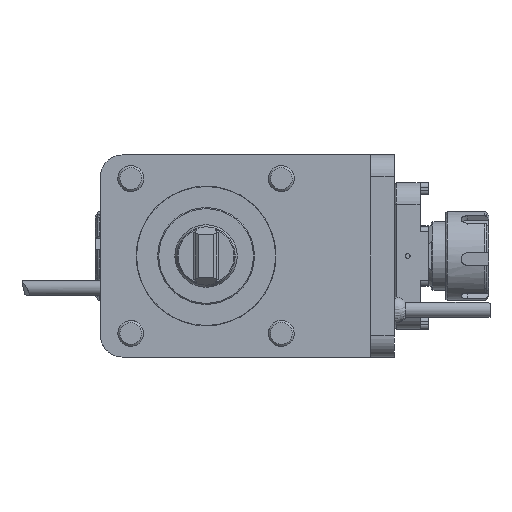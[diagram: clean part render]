
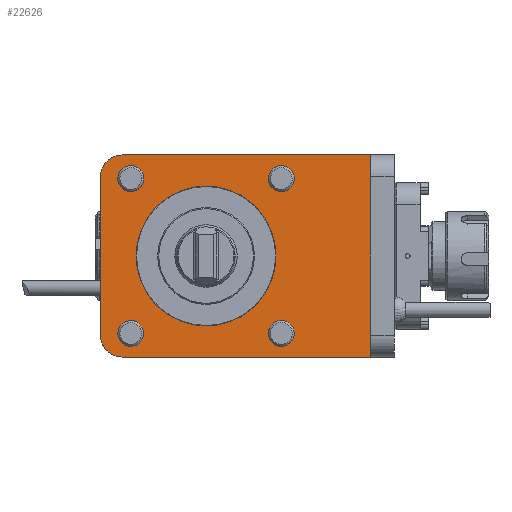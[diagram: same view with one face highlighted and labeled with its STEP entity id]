
A CAD part, front view. The second image highlights one B-rep face of the part: STEP entity #22626.
In plain terms, the highlighted planar face has unit normal (0, -1, 0).
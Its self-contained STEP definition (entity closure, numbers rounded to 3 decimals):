
#639 = CARTESIAN_POINT ( 'NONE',  ( -39., 81., 37. ) ) ;
#756 = EDGE_CURVE ( 'NONE', #3709, #43212, #3970, .T. ) ;
#2693 = CIRCLE ( 'NONE', #30956, 10. ) ;
#2727 = ORIENTED_EDGE ( 'NONE', *, *, #35638, .T. ) ;
#3096 = FACE_BOUND ( 'NONE', #16210, .T. ) ;
#3251 = EDGE_CURVE ( 'NONE', #25796, #22273, #41613, .T. ) ;
#3709 = VERTEX_POINT ( 'NONE', #27144 ) ;
#3970 = LINE ( 'NONE', #16868, #16244 ) ;
#3995 = DIRECTION ( 'NONE',  ( 0., 0., 1. ) ) ;
#4623 = CARTESIAN_POINT ( 'NONE',  ( -49., 81., 0. ) ) ;
#4953 = VECTOR ( 'NONE', #18378, 1000. ) ;
#5161 = DIRECTION ( 'NONE',  ( 0., 0., 1. ) ) ;
#5480 = AXIS2_PLACEMENT_3D ( 'NONE', #19946, #5955, #5161 ) ;
#5602 = DIRECTION ( 'NONE',  ( 0., -1., 0. ) ) ;
#5955 = DIRECTION ( 'NONE',  ( 0., 1., 0. ) ) ;
#6366 = CARTESIAN_POINT ( 'NONE',  ( 0., 81., 32.3 ) ) ;
#6621 = FACE_BOUND ( 'NONE', #21074, .T. ) ;
#7326 = DIRECTION ( 'NONE',  ( 1., 0., 0. ) ) ;
#7565 = CARTESIAN_POINT ( 'NONE',  ( 35., 81., -30. ) ) ;
#8229 = CARTESIAN_POINT ( 'NONE',  ( -39., 81., -47. ) ) ;
#9425 = DIRECTION ( 'NONE',  ( 0., 0., 1. ) ) ;
#9513 = CARTESIAN_POINT ( 'NONE',  ( 35., 81., 36. ) ) ;
#9738 = DIRECTION ( 'NONE',  ( 0., 1., 0. ) ) ;
#9917 = AXIS2_PLACEMENT_3D ( 'NONE', #25474, #18636, #42748 ) ;
#9938 = FACE_BOUND ( 'NONE', #23199, .T. ) ;
#10184 = AXIS2_PLACEMENT_3D ( 'NONE', #32363, #16186, #33242 ) ;
#10394 = EDGE_CURVE ( 'NONE', #35674, #22273, #24531, .T. ) ;
#10619 = FACE_OUTER_BOUND ( 'NONE', #31306, .T. ) ;
#11092 = CARTESIAN_POINT ( 'NONE',  ( 0., 81., 47. ) ) ;
#11526 = CARTESIAN_POINT ( 'NONE',  ( -35., 81., -36. ) ) ;
#11863 = ORIENTED_EDGE ( 'NONE', *, *, #756, .F. ) ;
#12285 = CARTESIAN_POINT ( 'NONE',  ( -39., 81., -37. ) ) ;
#12640 = EDGE_CURVE ( 'NONE', #25560, #25560, #32354, .T. ) ;
#12743 = LINE ( 'NONE', #35413, #41049 ) ;
#13002 = CIRCLE ( 'NONE', #10184, 32.3 ) ;
#13506 = DIRECTION ( 'NONE',  ( 0., 1., 0. ) ) ;
#14242 = VERTEX_POINT ( 'NONE', #7565 ) ;
#15116 = VERTEX_POINT ( 'NONE', #21332 ) ;
#15807 = ORIENTED_EDGE ( 'NONE', *, *, #43023, .F. ) ;
#16186 = DIRECTION ( 'NONE',  ( 0., -1., 0. ) ) ;
#16210 = EDGE_LOOP ( 'NONE', ( #31864 ) ) ;
#16244 = VECTOR ( 'NONE', #20183, 1000. ) ;
#16656 = CARTESIAN_POINT ( 'NONE',  ( -49., 81., -37. ) ) ;
#16774 = CARTESIAN_POINT ( 'NONE',  ( 76.5, 81., -47. ) ) ;
#16868 = CARTESIAN_POINT ( 'NONE',  ( 76.5, 81., 0. ) ) ;
#18321 = AXIS2_PLACEMENT_3D ( 'NONE', #11526, #35444, #9425 ) ;
#18378 = DIRECTION ( 'NONE',  ( 0., 0., 1. ) ) ;
#18446 = VERTEX_POINT ( 'NONE', #6366 ) ;
#18636 = DIRECTION ( 'NONE',  ( 0., 1., 0. ) ) ;
#18929 = CIRCLE ( 'NONE', #40838, 6. ) ;
#19735 = CIRCLE ( 'NONE', #18321, 6. ) ;
#19946 = CARTESIAN_POINT ( 'NONE',  ( -35., 81., 36. ) ) ;
#20013 = ORIENTED_EDGE ( 'NONE', *, *, #30547, .T. ) ;
#20183 = DIRECTION ( 'NONE',  ( 0., 0., -1. ) ) ;
#20251 = EDGE_LOOP ( 'NONE', ( #38060 ) ) ;
#21074 = EDGE_LOOP ( 'NONE', ( #27488 ) ) ;
#21332 = CARTESIAN_POINT ( 'NONE',  ( -35., 81., -30. ) ) ;
#22273 = VERTEX_POINT ( 'NONE', #26827 ) ;
#22626 = ADVANCED_FACE ( 'Defeature completata1_6', ( #3096, #41170, #30111, #9938, #10619, #6621 ), #37639, .F. ) ;
#23199 = EDGE_LOOP ( 'NONE', ( #2727 ) ) ;
#23269 = DIRECTION ( 'NONE',  ( 0., 0., 1. ) ) ;
#23625 = EDGE_CURVE ( 'NONE', #41673, #41673, #18929, .T. ) ;
#23703 = DIRECTION ( 'NONE',  ( 0., 0., 1. ) ) ;
#23947 = DIRECTION ( 'NONE',  ( 0., -1., 0. ) ) ;
#24035 = DIRECTION ( 'NONE',  ( -1., 0., 0. ) ) ;
#24531 = CIRCLE ( 'NONE', #33011, 10. ) ;
#25474 = CARTESIAN_POINT ( 'NONE',  ( 35., 81., -36. ) ) ;
#25560 = VERTEX_POINT ( 'NONE', #41041 ) ;
#25796 = VERTEX_POINT ( 'NONE', #16656 ) ;
#25977 = EDGE_LOOP ( 'NONE', ( #43436 ) ) ;
#26827 = CARTESIAN_POINT ( 'NONE',  ( -49., 81., 37. ) ) ;
#27144 = CARTESIAN_POINT ( 'NONE',  ( 76.5, 81., 47. ) ) ;
#27488 = ORIENTED_EDGE ( 'NONE', *, *, #42127, .F. ) ;
#28622 = CARTESIAN_POINT ( 'NONE',  ( 35., 81., 42. ) ) ;
#28876 = VECTOR ( 'NONE', #7326, 1000. ) ;
#29248 = CARTESIAN_POINT ( 'NONE',  ( -39., 81., 47. ) ) ;
#30111 = FACE_BOUND ( 'NONE', #25977, .T. ) ;
#30459 = CIRCLE ( 'NONE', #9917, 6. ) ;
#30547 = EDGE_CURVE ( 'NONE', #25796, #41336, #2693, .T. ) ;
#30813 = LINE ( 'NONE', #11092, #28876 ) ;
#30956 = AXIS2_PLACEMENT_3D ( 'NONE', #12285, #5602, #32646 ) ;
#30968 = EDGE_CURVE ( 'NONE', #35674, #3709, #30813, .T. ) ;
#31306 = EDGE_LOOP ( 'NONE', ( #32409, #20013, #15807, #11863, #35564, #32131 ) ) ;
#31715 = EDGE_CURVE ( 'NONE', #15116, #15116, #19735, .T. ) ;
#31864 = ORIENTED_EDGE ( 'NONE', *, *, #12640, .T. ) ;
#32131 = ORIENTED_EDGE ( 'NONE', *, *, #10394, .T. ) ;
#32354 = CIRCLE ( 'NONE', #5480, 6. ) ;
#32363 = CARTESIAN_POINT ( 'NONE',  ( 0., 81., 0. ) ) ;
#32409 = ORIENTED_EDGE ( 'NONE', *, *, #3251, .F. ) ;
#32646 = DIRECTION ( 'NONE',  ( 0., 0., 1. ) ) ;
#33011 = AXIS2_PLACEMENT_3D ( 'NONE', #639, #23947, #3995 ) ;
#33242 = DIRECTION ( 'NONE',  ( 0., 0., 1. ) ) ;
#35413 = CARTESIAN_POINT ( 'NONE',  ( 0., 81., -47. ) ) ;
#35444 = DIRECTION ( 'NONE',  ( 0., 1., 0. ) ) ;
#35564 = ORIENTED_EDGE ( 'NONE', *, *, #30968, .F. ) ;
#35638 = EDGE_CURVE ( 'NONE', #14242, #14242, #30459, .T. ) ;
#35674 = VERTEX_POINT ( 'NONE', #29248 ) ;
#36972 = CARTESIAN_POINT ( 'NONE',  ( 0., 81., 0. ) ) ;
#37639 = PLANE ( 'NONE',  #40078 ) ;
#38060 = ORIENTED_EDGE ( 'NONE', *, *, #31715, .T. ) ;
#40078 = AXIS2_PLACEMENT_3D ( 'NONE', #36972, #13506, #23703 ) ;
#40838 = AXIS2_PLACEMENT_3D ( 'NONE', #9513, #9738, #23269 ) ;
#41041 = CARTESIAN_POINT ( 'NONE',  ( -35., 81., 42. ) ) ;
#41049 = VECTOR ( 'NONE', #24035, 1000. ) ;
#41170 = FACE_BOUND ( 'NONE', #20251, .T. ) ;
#41336 = VERTEX_POINT ( 'NONE', #8229 ) ;
#41613 = LINE ( 'NONE', #4623, #4953 ) ;
#41673 = VERTEX_POINT ( 'NONE', #28622 ) ;
#42127 = EDGE_CURVE ( 'NONE', #18446, #18446, #13002, .T. ) ;
#42748 = DIRECTION ( 'NONE',  ( 0., 0., 1. ) ) ;
#43023 = EDGE_CURVE ( 'NONE', #43212, #41336, #12743, .T. ) ;
#43212 = VERTEX_POINT ( 'NONE', #16774 ) ;
#43436 = ORIENTED_EDGE ( 'NONE', *, *, #23625, .T. ) ;
